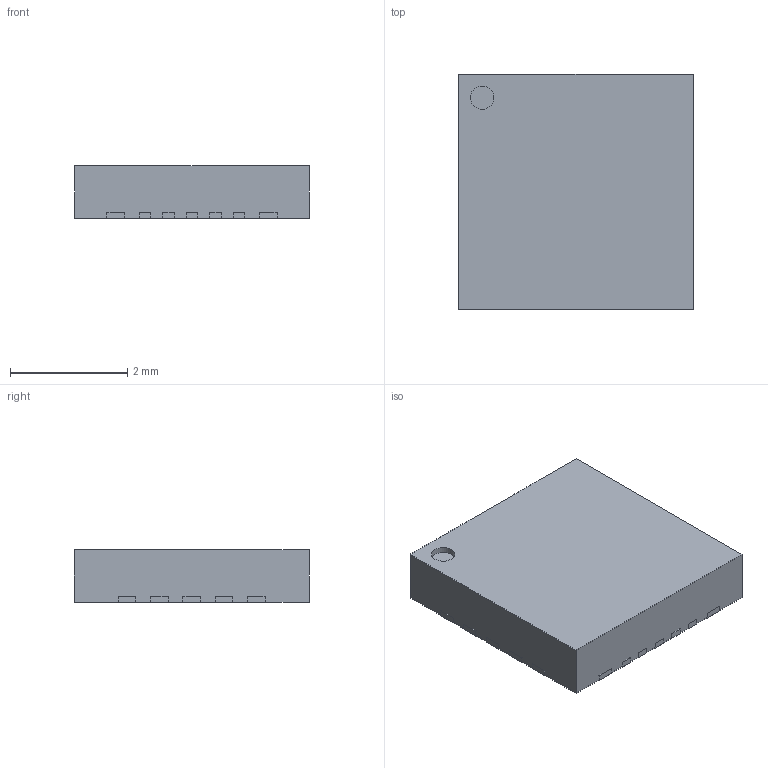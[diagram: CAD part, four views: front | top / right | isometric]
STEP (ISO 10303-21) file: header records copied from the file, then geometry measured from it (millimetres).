
FILE_DESCRIPTION(('FreeCAD Model'),'2;1');
FILE_NAME('MP2690.step', '2020-07-03T10:40:06',('Author'),(''), 'Open CASCADE STEP processor 7.3','FreeCAD','Unknown');
FILE_SCHEMA(('AUTOMOTIVE_DESIGN { 1 0 10303 214 1 1 1 1 }'));
Length unit declared in the file: millimetre
Products named in the file (7): Array; Pad001; Array001; Array002; Array003; LeftPin2; ChipBody
Bounding box: 4.02 x 4.01 x 0.9 mm (x, y, z)
Surface area: 61 mm2
Topology: 28 solids, 28 shells, 171 faces, 342 edges, 228 vertices
Faces by surface type: plane 170, cylinder 1
Full cylindrical faces by diameter (mm): 0.4 x1
Entity records: 9112 total; most frequent: CARTESIAN_POINT 1432, DIRECTION 1371, LINE 1022, VECTOR 1022, ORIENTED_EDGE 684, PCURVE 684, DEFINITIONAL_REPRESENTATION 684, EDGE_CURVE 342
